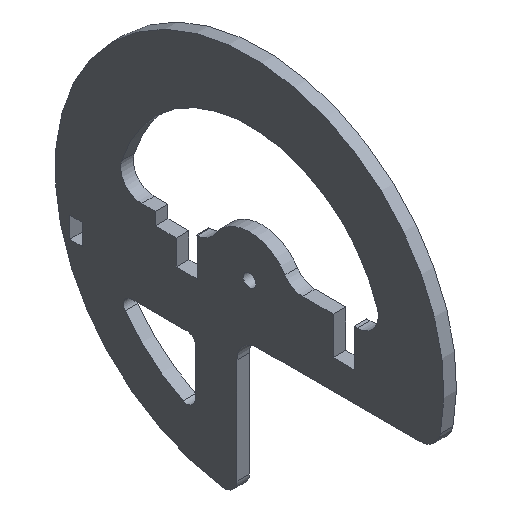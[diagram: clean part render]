
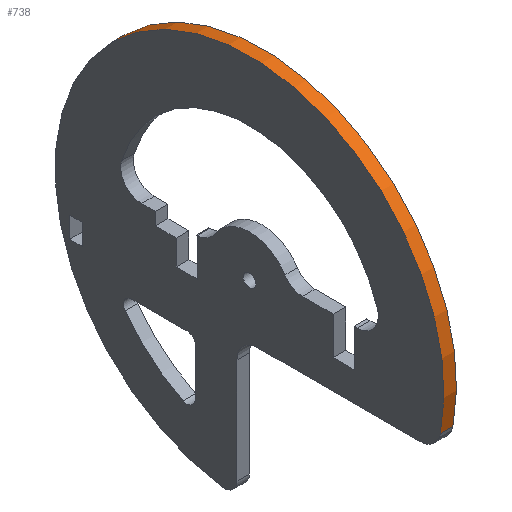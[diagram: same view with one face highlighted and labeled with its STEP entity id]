
A CAD part, isometric view. The second image highlights one B-rep face of the part: STEP entity #738.
In plain terms, the highlighted cylindrical face has radius 46.5 mm (diameter 93 mm), a partial arc.
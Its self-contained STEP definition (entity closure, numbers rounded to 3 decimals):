
#80=FACE_OUTER_BOUND('',#126,.T.);
#126=EDGE_LOOP('',(#677,#678,#679,#680));
#200=LINE('',#1226,#274);
#201=LINE('',#1228,#275);
#274=VECTOR('',#1011,3.);
#275=VECTOR('',#1014,3.);
#287=CIRCLE('',#762,46.5);
#297=CIRCLE('',#773,46.5);
#329=VERTEX_POINT('',#1080);
#330=VERTEX_POINT('',#1082);
#353=VERTEX_POINT('',#1130);
#354=VERTEX_POINT('',#1132);
#406=EDGE_CURVE('',#330,#329,#287,.T.);
#431=EDGE_CURVE('',#353,#354,#297,.T.);
#478=EDGE_CURVE('',#329,#354,#200,.T.);
#479=EDGE_CURVE('',#330,#353,#201,.T.);
#677=ORIENTED_EDGE('',*,*,#406,.T.);
#678=ORIENTED_EDGE('',*,*,#478,.T.);
#679=ORIENTED_EDGE('',*,*,#431,.F.);
#680=ORIENTED_EDGE('',*,*,#479,.F.);
#702=CYLINDRICAL_SURFACE('',#807,46.5);
#738=ADVANCED_FACE('',(#80),#702,.T.);
#762=AXIS2_PLACEMENT_3D('',#1083,#869,#870);
#773=AXIS2_PLACEMENT_3D('',#1133,#906,#907);
#807=AXIS2_PLACEMENT_3D('',#1227,#1012,#1013);
#869=DIRECTION('center_axis',(1.,0.,0.));
#870=DIRECTION('ref_axis',(0.,0.138,-0.99));
#906=DIRECTION('center_axis',(1.,0.,0.));
#907=DIRECTION('ref_axis',(0.,0.138,-0.99));
#1011=DIRECTION('',(1.,0.,0.));
#1012=DIRECTION('center_axis',(1.,0.,0.));
#1013=DIRECTION('ref_axis',(0.,0.138,-0.99));
#1014=DIRECTION('',(1.,0.,0.));
#1080=CARTESIAN_POINT('',(0.,-45.628,-8.964));
#1082=CARTESIAN_POINT('',(0.,6.414,-46.056));
#1083=CARTESIAN_POINT('Origin',(0.,0.,0.));
#1130=CARTESIAN_POINT('',(3.,6.414,-46.056));
#1132=CARTESIAN_POINT('',(3.,-45.628,-8.964));
#1133=CARTESIAN_POINT('Origin',(3.,0.,0.));
#1226=CARTESIAN_POINT('',(0.,-45.628,-8.964));
#1227=CARTESIAN_POINT('Origin',(0.,0.,0.));
#1228=CARTESIAN_POINT('',(0.,6.414,-46.056));
